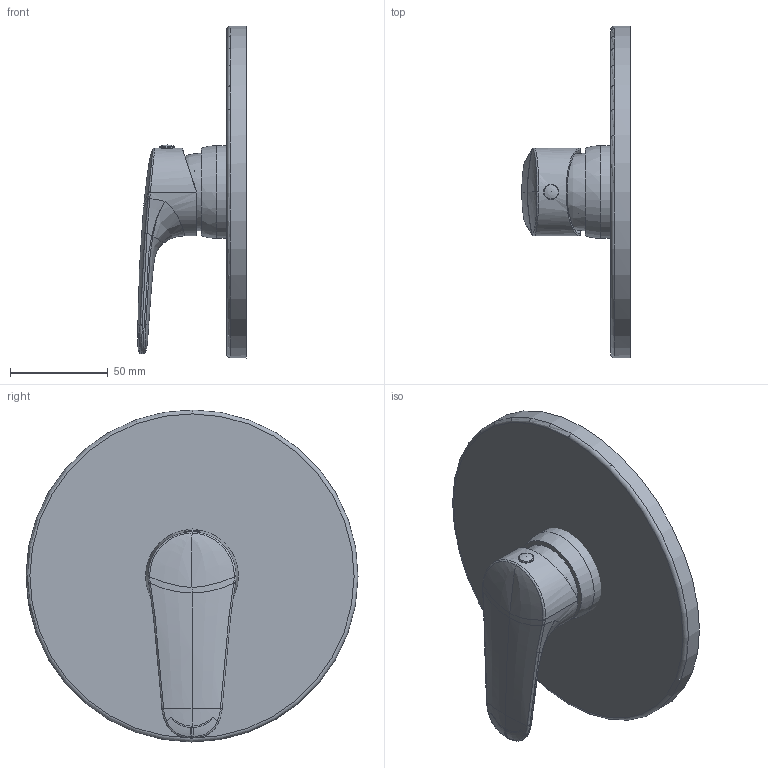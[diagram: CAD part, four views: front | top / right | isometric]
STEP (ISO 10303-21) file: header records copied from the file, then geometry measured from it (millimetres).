
FILE_DESCRIPTION(/* description */ (''),/* implementation_level */ '2;1');
FILE_NAME(/* name */ '3D_TVS105352110_O.NovoStart.step',/* time_stamp */ '2022-11-29T15:35:28+01:00',/* author */ (''),/* organization */ (''),/* preprocessor_version */ 'ST-DEVELOPER v19.2',/* originating_system */ 'Autodesk Translation Framework v11.17.0.187',/* authorisation */ '');
FILE_SCHEMA (('AUTOMOTIVE_DESIGN { 1 0 10303 214 3 1 1 }'));
Length unit declared in the file: millimetre
Products named in the file (40): (Nicht gespeichert); 80T01337; HUANCHONGTAO_ASM; HUANCHONGTAO_ASM_1; 83TS0200_AF0; 8XJS0200_AF0; 81TS0200_AF0; 8J20X15; 8J16X2; 104F585HY; 86BS0000_ASM; 86BS0000; 8XJBS003; 8PM5X45; 8MB01496_ASM; 8MB01496FD; 80W24182; 8J53X32A; BS000_ASM; 81BS0000; 82BS0000; 80BS0000; 83BS0000_ASM; 83BS0000; 8XJBS002; 8PM5X16; 8PM5X30; 85BS0000; 8J10X15; 8XJBS000; 8JT1A2D1; 8J36X2A; D35G-8A; 81T00495; Komponente38; 8YG35000; 8ZG97000; 80P35WNT2; 8EM5X5; 80N81051
Assembly tree (59 placements, depth 4):
  (Nicht gespeichert)
    80T01337
    HUANCHONGTAO_ASM
      83TS0200_AF0
      8XJS0200_AF0
      81TS0200_AF0
      8J20X15
    HUANCHONGTAO_ASM_1
      83TS0200_AF0
      8XJS0200_AF0
      81TS0200_AF0
      8J20X15
    8J16X2  x4
    104F585HY
    86BS0000_ASM
      86BS0000
      8XJBS003
      8PM5X45  x4
    8MB01496_ASM
      8MB01496FD
      80W24182
      8J53X32A
    BS000_ASM
      81BS0000
      82BS0000  x2
      80BS0000
      83BS0000_ASM
        83BS0000
        8XJBS002
        8PM5X16  x4
        8PM5X30  x2
        85BS0000  x2
        8J10X15  x2
      8XJBS000  x4
      8JT1A2D1
    8J36X2A
    D35G-8A
    81T00495
      Komponente38
    8YG35000
    8ZG97000
    80P35WNT2
    8EM5X5
    80N81051
Bounding box: 55.53 x 170 x 170 mm (x, y, z)
Volume: 228727.1 mm3; surface area: 72999 mm2
Topology: 3 solids, 6 shells, 110 faces, 257 edges, 157 vertices
Faces by surface type: bspline 68, plane 19, cylinder 12, cone 8, torus 2, sphere 1
Full cylindrical faces by diameter (mm): 5.2 x1, 7.85 x1, 33 x1, 35.5 x1, 35.6 x1, 47.5 x1, 170 x1
Entity records: 13141 total; most frequent: CARTESIAN_POINT 9810, DIRECTION 519, ORIENTED_EDGE 500, EDGE_CURVE 254, AXIS2_PLACEMENT_3D 239, VERTEX_POINT 157, EDGE_LOOP 118, B_SPLINE_CURVE_WITH_KNOTS 115
